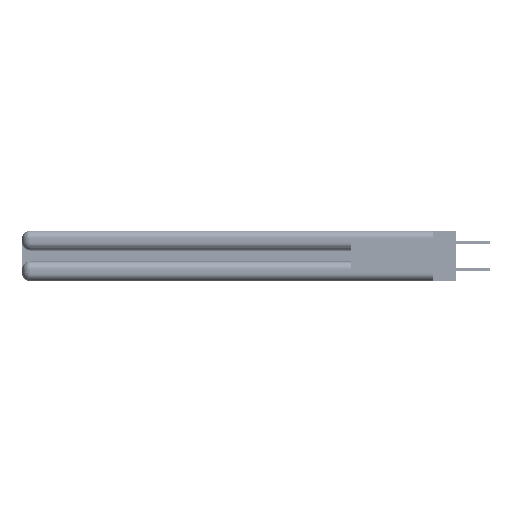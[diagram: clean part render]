
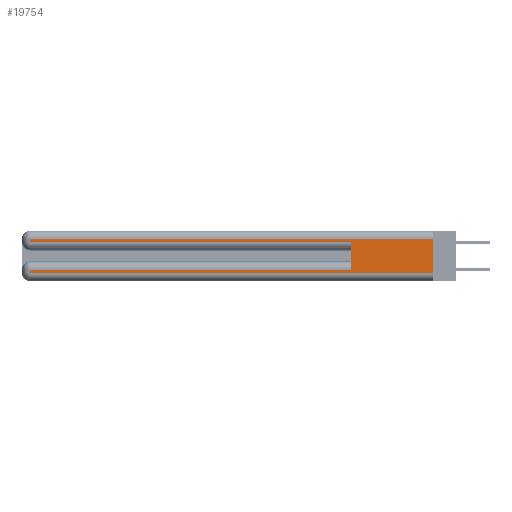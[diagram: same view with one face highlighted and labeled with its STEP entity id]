
A CAD part, left-side view. The second image highlights one B-rep face of the part: STEP entity #19754.
In plain terms, the highlighted planar face has unit normal (-1, 0, 0).
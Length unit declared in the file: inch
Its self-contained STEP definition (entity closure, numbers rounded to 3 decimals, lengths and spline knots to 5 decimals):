
#1100 = ORIENTED_EDGE ( 'NONE', *, *, #53653, .T. ) ;
#1337 = EDGE_CURVE ( 'NONE', #49750, #32498, #15112, .T. ) ;
#3046 = CARTESIAN_POINT ( 'NONE',  ( 0., 0., 0.31 ) ) ;
#4619 = VERTEX_POINT ( 'NONE', #56051 ) ;
#4765 = EDGE_CURVE ( 'NONE', #32498, #39220, #15343, .T. ) ;
#5094 = CARTESIAN_POINT ( 'NONE',  ( 0., 2.94, 0.37 ) ) ;
#5151 = DIRECTION ( 'NONE',  ( 0., 1., 0. ) ) ;
#5267 = DIRECTION ( 'NONE',  ( 0., 0., -1. ) ) ;
#5429 = DIRECTION ( 'NONE',  ( 1., 0., 0. ) ) ;
#5579 = LINE ( 'NONE', #27237, #51069 ) ;
#9228 = CARTESIAN_POINT ( 'NONE',  ( 0., 2.94, 0.285 ) ) ;
#9396 = EDGE_CURVE ( 'NONE', #37698, #15153, #22373, .T. ) ;
#10108 = ORIENTED_EDGE ( 'NONE', *, *, #48880, .T. ) ;
#10156 = CARTESIAN_POINT ( 'NONE',  ( 0., 0., 0.06 ) ) ;
#11142 = VECTOR ( 'NONE', #5267, 39.37008 ) ;
#12158 = ORIENTED_EDGE ( 'NONE', *, *, #9396, .T. ) ;
#14249 = CARTESIAN_POINT ( 'NONE',  ( 0., 0.6, 0.145 ) ) ;
#15112 = LINE ( 'NONE', #23273, #17144 ) ;
#15153 = VERTEX_POINT ( 'NONE', #37238 ) ;
#15343 = LINE ( 'NONE', #36392, #26280 ) ;
#15466 = VECTOR ( 'NONE', #20433, 39.37008 ) ;
#16768 = LINE ( 'NONE', #55842, #43613 ) ;
#17144 = VECTOR ( 'NONE', #5151, 39.37008 ) ;
#19754 = ADVANCED_FACE ( 'NONE', ( #54303 ), #27406, .F. ) ;
#20433 = DIRECTION ( 'NONE',  ( 0., -1., 0. ) ) ;
#20462 = CARTESIAN_POINT ( 'NONE',  ( 0., 2.94, 0.085 ) ) ;
#22373 = LINE ( 'NONE', #42183, #15466 ) ;
#23273 = CARTESIAN_POINT ( 'NONE',  ( 0., 0., 0.085 ) ) ;
#26280 = VECTOR ( 'NONE', #49660, 39.37008 ) ;
#26476 = DIRECTION ( 'NONE',  ( 0., 0., -1. ) ) ;
#27021 = DIRECTION ( 'NONE',  ( 0., 0., -1. ) ) ;
#27237 = CARTESIAN_POINT ( 'NONE',  ( 0., 0., 0.37 ) ) ;
#27406 = PLANE ( 'NONE',  #38532 ) ;
#28077 = DIRECTION ( 'NONE',  ( 0., 0., 1. ) ) ;
#28410 = LINE ( 'NONE', #3046, #47023 ) ;
#30258 = ORIENTED_EDGE ( 'NONE', *, *, #33515, .T. ) ;
#32498 = VERTEX_POINT ( 'NONE', #20462 ) ;
#32710 = EDGE_LOOP ( 'NONE', ( #51796, #30258, #10108, #12158, #45706, #43776, #45795, #1100 ) ) ;
#33515 = EDGE_CURVE ( 'NONE', #38286, #4619, #28410, .T. ) ;
#35780 = CARTESIAN_POINT ( 'NONE',  ( 0., 0., 0.31 ) ) ;
#36392 = CARTESIAN_POINT ( 'NONE',  ( 0., 2.94, 0.37 ) ) ;
#37238 = CARTESIAN_POINT ( 'NONE',  ( 0., 0.6, 0.285 ) ) ;
#37698 = VERTEX_POINT ( 'NONE', #9228 ) ;
#38286 = VERTEX_POINT ( 'NONE', #35780 ) ;
#38532 = AXIS2_PLACEMENT_3D ( 'NONE', #53423, #5429, #27021 ) ;
#38745 = CARTESIAN_POINT ( 'NONE',  ( 0., 0.6, 0.085 ) ) ;
#39220 = VERTEX_POINT ( 'NONE', #44911 ) ;
#42183 = CARTESIAN_POINT ( 'NONE',  ( 0., 0., 0.285 ) ) ;
#42768 = EDGE_CURVE ( 'NONE', #49750, #15153, #47119, .T. ) ;
#42932 = DIRECTION ( 'NONE',  ( 0., 1., 0. ) ) ;
#43613 = VECTOR ( 'NONE', #47535, 39.37008 ) ;
#43776 = ORIENTED_EDGE ( 'NONE', *, *, #1337, .T. ) ;
#44911 = CARTESIAN_POINT ( 'NONE',  ( 0., 2.94, 0.06 ) ) ;
#45706 = ORIENTED_EDGE ( 'NONE', *, *, #42768, .F. ) ;
#45795 = ORIENTED_EDGE ( 'NONE', *, *, #4765, .T. ) ;
#47023 = VECTOR ( 'NONE', #42932, 39.37008 ) ;
#47119 = LINE ( 'NONE', #14249, #55443 ) ;
#47535 = DIRECTION ( 'NONE',  ( 0., -1., 0. ) ) ;
#48880 = EDGE_CURVE ( 'NONE', #4619, #37698, #49693, .T. ) ;
#48890 = EDGE_CURVE ( 'NONE', #38286, #56896, #5579, .T. ) ;
#49660 = DIRECTION ( 'NONE',  ( 0., 0., -1. ) ) ;
#49693 = LINE ( 'NONE', #5094, #11142 ) ;
#49750 = VERTEX_POINT ( 'NONE', #38745 ) ;
#51069 = VECTOR ( 'NONE', #26476, 39.37008 ) ;
#51796 = ORIENTED_EDGE ( 'NONE', *, *, #48890, .F. ) ;
#53423 = CARTESIAN_POINT ( 'NONE',  ( 0., 0., 0.37 ) ) ;
#53653 = EDGE_CURVE ( 'NONE', #39220, #56896, #16768, .T. ) ;
#54303 = FACE_OUTER_BOUND ( 'NONE', #32710, .T. ) ;
#55443 = VECTOR ( 'NONE', #28077, 39.37008 ) ;
#55842 = CARTESIAN_POINT ( 'NONE',  ( 0., 0., 0.06 ) ) ;
#56051 = CARTESIAN_POINT ( 'NONE',  ( 0., 2.94, 0.31 ) ) ;
#56896 = VERTEX_POINT ( 'NONE', #10156 ) ;
